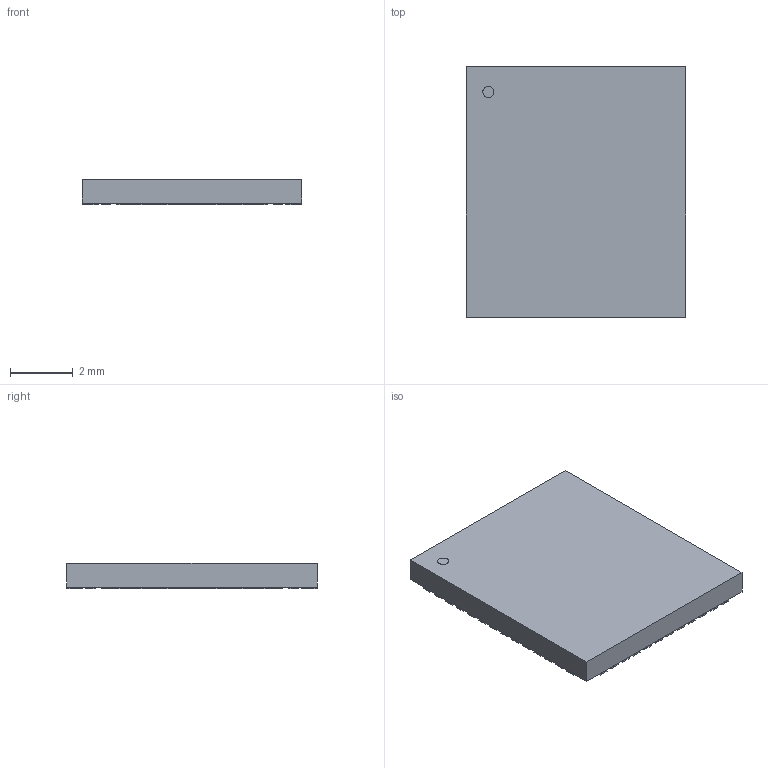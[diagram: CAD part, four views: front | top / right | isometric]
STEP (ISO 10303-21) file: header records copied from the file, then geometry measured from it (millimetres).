
FILE_DESCRIPTION(('STEP AP214'),'1');
FILE_NAME('UKG_52-L','2020-03-23T19:06:36',(''),(''),'','','');
FILE_SCHEMA(('AUTOMOTIVE_DESIGN'));
Length unit declared in the file: millimetre
Products named in the file (1): product
Bounding box: 7.01 x 8 x 0.81 mm (x, y, z)
Volume: 44.5 mm3; surface area: 210.1 mm2
Topology: 55 solids, 55 shells, 327 faces, 651 edges, 434 vertices
Faces by surface type: plane 326, cylinder 1
Full cylindrical faces by diameter (mm): 0.351 x1
Entity records: 7888 total; most frequent: DIRECTION 1310, ORIENTED_EDGE 1300, CARTESIAN_POINT 765, EDGE_CURVE 650, LINE 648, VECTOR 648, VERTEX_POINT 434, AXIS2_PLACEMENT_3D 331
